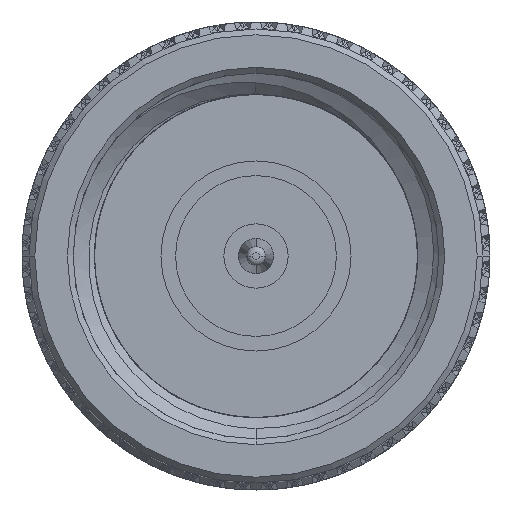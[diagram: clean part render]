
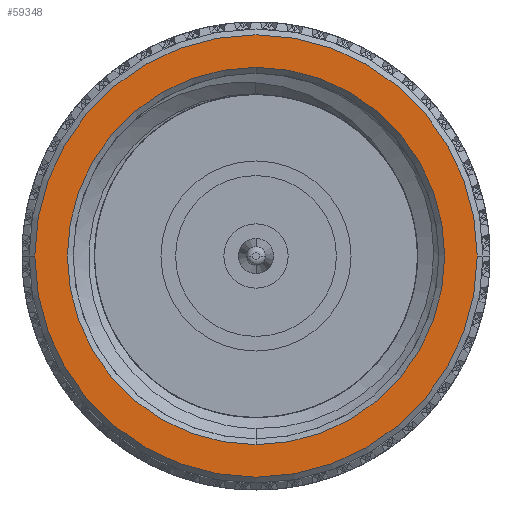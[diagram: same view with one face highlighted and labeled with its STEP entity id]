
A CAD part, left-side view. The second image highlights one B-rep face of the part: STEP entity #59348.
In plain terms, the highlighted planar face has unit normal (-1, 0, 0).
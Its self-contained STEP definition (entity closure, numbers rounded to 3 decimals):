
#5146 = CARTESIAN_POINT ( 'NONE',  ( 0., 9.603, 0. ) ) ;
#5294 = EDGE_LOOP ( 'NONE', ( #44479, #54574 ) ) ;
#5724 = ORIENTED_EDGE ( 'NONE', *, *, #24257, .T. ) ;
#10039 = DIRECTION ( 'NONE',  ( 0., -1., 0. ) ) ;
#10708 = DIRECTION ( 'NONE',  ( 0., -1., 0. ) ) ;
#14574 = DIRECTION ( 'NONE',  ( -1., 0., 0. ) ) ;
#16572 = CARTESIAN_POINT ( 'NONE',  ( 0., 0., 0. ) ) ;
#16742 = AXIS2_PLACEMENT_3D ( 'NONE', #36667, #37754, #53368 ) ;
#23896 = VERTEX_POINT ( 'NONE', #5146 ) ;
#24257 = EDGE_CURVE ( 'NONE', #23896, #45774, #74682, .T. ) ;
#28263 = AXIS2_PLACEMENT_3D ( 'NONE', #59732, #84590, #10708 ) ;
#32812 = CARTESIAN_POINT ( 'NONE',  ( 0., 0., 0. ) ) ;
#34576 = AXIS2_PLACEMENT_3D ( 'NONE', #77353, #36343, #52509 ) ;
#35271 = FACE_BOUND ( 'NONE', #5294, .T. ) ;
#36343 = DIRECTION ( 'NONE',  ( -1., 0., 0. ) ) ;
#36667 = CARTESIAN_POINT ( 'NONE',  ( 0., 0., 0. ) ) ;
#37754 = DIRECTION ( 'NONE',  ( 1., 0., 0. ) ) ;
#40490 = EDGE_CURVE ( 'NONE', #54915, #96047, #75176, .T. ) ;
#44479 = ORIENTED_EDGE ( 'NONE', *, *, #40490, .T. ) ;
#45774 = VERTEX_POINT ( 'NONE', #85346 ) ;
#47073 = CARTESIAN_POINT ( 'NONE',  ( 0., 0., 8.191 ) ) ;
#52509 = DIRECTION ( 'NONE',  ( 0., -1., 0. ) ) ;
#53368 = DIRECTION ( 'NONE',  ( 0., -1., 0. ) ) ;
#54574 = ORIENTED_EDGE ( 'NONE', *, *, #87317, .T. ) ;
#54915 = VERTEX_POINT ( 'NONE', #47073 ) ;
#59348 = ADVANCED_FACE ( 'NONE', ( #35271, #94099 ), #101122, .T. ) ;
#59732 = CARTESIAN_POINT ( 'NONE',  ( 0., 0., 0. ) ) ;
#60633 = CIRCLE ( 'NONE', #64122, 9.603 ) ;
#64122 = AXIS2_PLACEMENT_3D ( 'NONE', #16572, #65596, #10039 ) ;
#65596 = DIRECTION ( 'NONE',  ( -1., 0., 0. ) ) ;
#73851 = EDGE_CURVE ( 'NONE', #45774, #23896, #60633, .T. ) ;
#74682 = CIRCLE ( 'NONE', #85045, 9.603 ) ;
#75176 = CIRCLE ( 'NONE', #16742, 8.191 ) ;
#75470 = ORIENTED_EDGE ( 'NONE', *, *, #73851, .T. ) ;
#77353 = CARTESIAN_POINT ( 'NONE',  ( 0., 9.857, 0. ) ) ;
#80275 = CARTESIAN_POINT ( 'NONE',  ( 0., 0., -8.191 ) ) ;
#81921 = DIRECTION ( 'NONE',  ( 0., -1., 0. ) ) ;
#84590 = DIRECTION ( 'NONE',  ( 1., 0., 0. ) ) ;
#85045 = AXIS2_PLACEMENT_3D ( 'NONE', #32812, #14574, #81921 ) ;
#85346 = CARTESIAN_POINT ( 'NONE',  ( 0., -9.603, 0. ) ) ;
#87317 = EDGE_CURVE ( 'NONE', #96047, #54915, #93708, .T. ) ;
#93708 = CIRCLE ( 'NONE', #28263, 8.191 ) ;
#94099 = FACE_OUTER_BOUND ( 'NONE', #100972, .T. ) ;
#96047 = VERTEX_POINT ( 'NONE', #80275 ) ;
#100972 = EDGE_LOOP ( 'NONE', ( #5724, #75470 ) ) ;
#101122 = PLANE ( 'NONE',  #34576 ) ;
